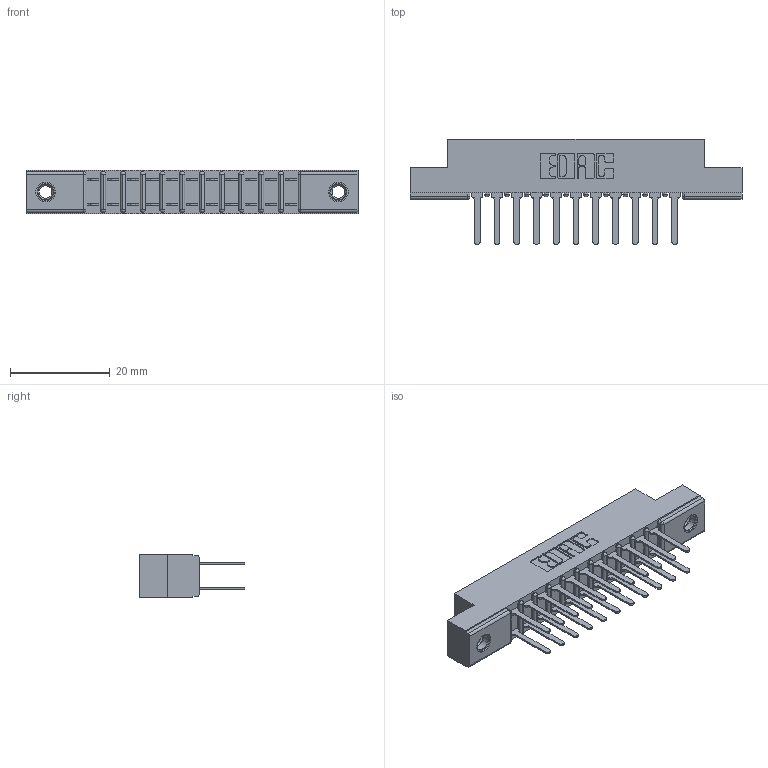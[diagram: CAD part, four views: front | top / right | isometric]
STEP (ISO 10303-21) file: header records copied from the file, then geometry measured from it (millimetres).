
FILE_DESCRIPTION (( 'STEP AP203' ), '1' );
FILE_NAME ('357-022-522-207.STEP', '2019-09-17T21:08:31', ( '' ), ( '' ), 'SwSTEP 2.0', 'SolidWorks 2016', '' );
FILE_SCHEMA (( 'CONFIG_CONTROL_DESIGN' ));
Length unit declared in the file: inch
Products named in the file (4): 307-290-001_522; 357-022-522-207; 307 Part_.156 Dia Mounting Holes; 345-250-001_345-250-005-103
Assembly tree (25 placements, depth 2):
  357-022-522-207
    307 Part_.156 Dia Mounting Holes
    307-290-001_522  x22
    345-250-001_345-250-005-103  x2
Bounding box: 66.6 x 21.11 x 8.71 mm (x, y, z)
Volume: 4391.4 mm3; surface area: 7468.7 mm2
Topology: 25 solids, 25 shells, 1202 faces, 3319 edges, 2142 vertices
Faces by surface type: plane 784, cylinder 378, sphere 24, cone 12, torus 4
Entity records: 14757 total; most frequent: CARTESIAN_POINT 2406, DIRECTION 2379, ORIENTED_EDGE 2374, EDGE_CURVE 1187, VECTOR 897, LINE 897, VERTEX_POINT 768, AXIS2_PLACEMENT_3D 741
